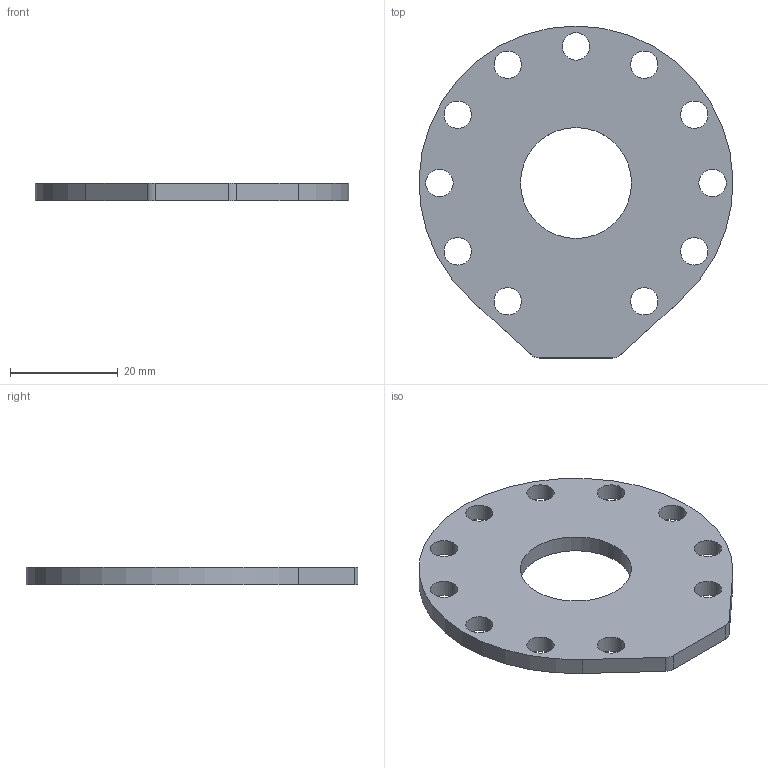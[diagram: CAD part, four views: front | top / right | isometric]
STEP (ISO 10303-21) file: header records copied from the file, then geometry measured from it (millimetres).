
FILE_DESCRIPTION(/* description */ ('STEP AP214'),/* implementation_level */ '2;1');
FILE_NAME(/* name */ 'Kracken Spacer.stp',/* time_stamp */ '2025-02-08T09:14:36-05:00',/* author */ ('slick'),/* organization */ (''),/* preprocessor_version */ 'ST-DEVELOPER v19.2',/* originating_system */ 'Autodesk Inventor 2023',/* authorisation */ '');
FILE_SCHEMA (('AUTOMOTIVE_DESIGN { 1 0 10303 214 3 1 1 }'));
Length unit declared in the file: inch
Products named in the file (1): WCP-0940
Bounding box: 58.39 x 61.75 x 3.17 mm (x, y, z)
Volume: 7030.4 mm3; surface area: 5791.7 mm2
Topology: 1 solids, 1 shells, 20 faces, 61 edges, 50 vertices
Faces by surface type: cylinder 13, plane 5, bspline 2
Full cylindrical faces by diameter (mm): 5.105 x11, 20.637 x1
Entity records: 914 total; most frequent: CARTESIAN_POINT 138, DIRECTION 130, ORIENTED_EDGE 108, EDGE_CURVE 54, AXIS2_PLACEMENT_3D 53, EDGE_LOOP 44, VERTEX_POINT 36, CIRCLE 28
